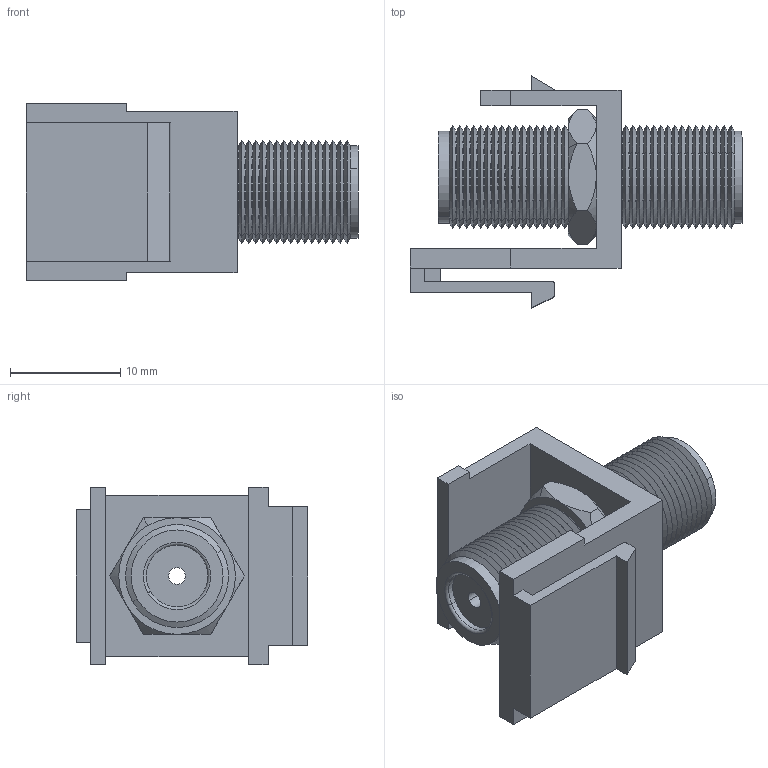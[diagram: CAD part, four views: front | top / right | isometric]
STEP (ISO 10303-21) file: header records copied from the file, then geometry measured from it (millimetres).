
FILE_DESCRIPTION (( 'STEP AP214' ), '1' );
FILE_NAME ('MJCPF-WT.STEP', '2019-09-12T14:27:49', ( '' ), ( '' ), 'SwSTEP 2.0', 'SolidWorks 2018', '' );
FILE_SCHEMA (( 'AUTOMOTIVE_DESIGN' ));
Length unit declared in the file: inch
Products named in the file (4): MJCPF-WT; BA330A NUT; MJCPF-WT-MA1; MJCPF-WT-MA2
Assembly tree (3 placements, depth 2):
  MJCPF-WT
    MJCPF-WT-MA1
    MJCPF-WT-MA2
    BA330A NUT
Bounding box: 30.05 x 21 x 16.1 mm (x, y, z)
Volume: 2961.8 mm3; surface area: 3866.1 mm2
Topology: 3 solids, 3 shells, 337 faces, 793 edges, 468 vertices
Faces by surface type: cone 166, cylinder 98, plane 69, torus 4
Entity records: 10158 total; most frequent: DIRECTION 1813, CARTESIAN_POINT 1756, ORIENTED_EDGE 1586, EDGE_CURVE 793, AXIS2_PLACEMENT_3D 701, VERTEX_POINT 468, LINE 411, VECTOR 411
